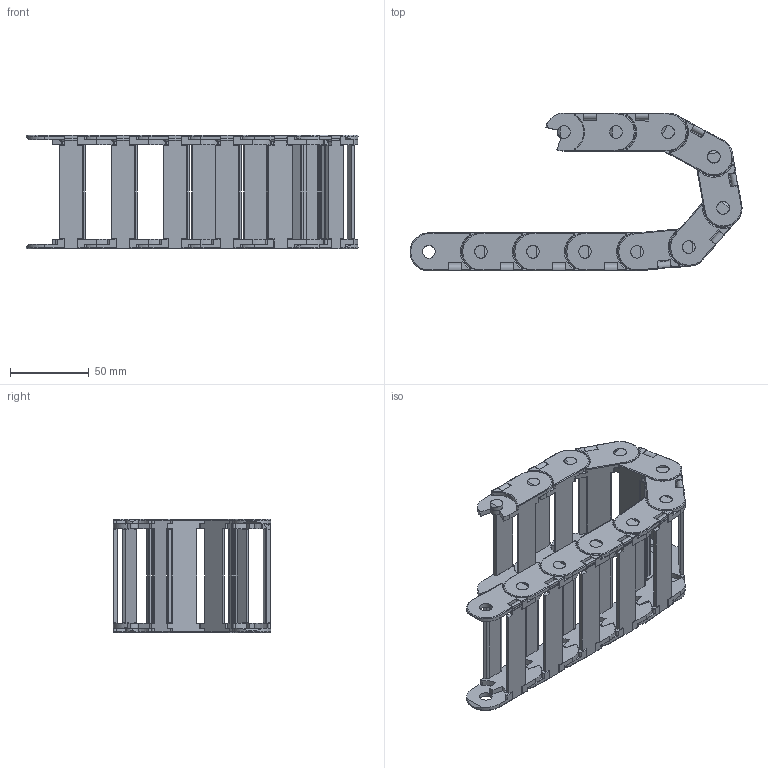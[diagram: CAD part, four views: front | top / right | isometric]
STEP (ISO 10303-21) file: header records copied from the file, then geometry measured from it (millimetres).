
FILE_DESCRIPTION (( 'STEP AP214' ), '1' );
FILE_NAME ('CK18-B060-R038-J.STEP', '2019-09-02T13:13:02', ( '' ), ( '' ), 'SwSTEP 2.0', 'SolidWorks 2017', '' );
FILE_SCHEMA (( 'AUTOMOTIVE_DESIGN' ));
Length unit declared in the file: millimetre
Products named in the file (2): CK18-B060-R038-J; CK18-B037-R038
Assembly tree (10 placements, depth 2):
  CK18-B060-R038-J
    CK18-B037-R038  x10
Bounding box: 210.62 x 100 x 72 mm (x, y, z)
Volume: 129073.3 mm3; surface area: 106192.6 mm2
Topology: 20 solids, 20 shells, 1320 faces, 3660 edges, 2390 vertices
Faces by surface type: plane 660, cylinder 500, torus 160
Entity records: 4402 total; most frequent: CARTESIAN_POINT 786, DIRECTION 777, ORIENTED_EDGE 732, EDGE_CURVE 366, AXIS2_PLACEMENT_3D 278, VERTEX_POINT 239, VECTOR 221, LINE 221
